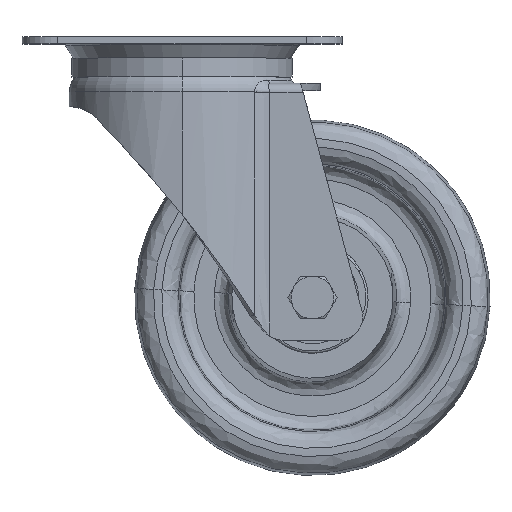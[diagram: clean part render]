
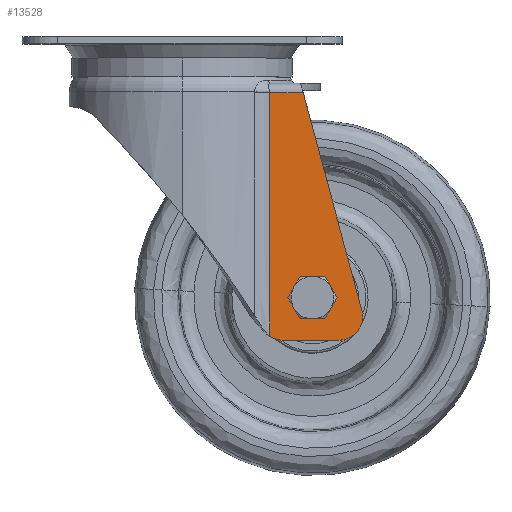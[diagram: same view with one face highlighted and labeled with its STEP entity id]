
A CAD part, top view. The second image highlights one B-rep face of the part: STEP entity #13528.
In plain terms, the highlighted planar face has unit normal (0, 0, 1).
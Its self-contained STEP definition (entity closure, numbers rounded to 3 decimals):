
#609 = CIRCLE ( 'NONE', #10242, 6.05 ) ;
#628 = LINE ( 'NONE', #14838, #2039 ) ;
#630 = CARTESIAN_POINT ( 'NONE',  ( 52.718, -29.438, 34. ) ) ;
#823 = CIRCLE ( 'NONE', #23848, 6.05 ) ;
#1389 = VERTEX_POINT ( 'NONE', #18754 ) ;
#2039 = VECTOR ( 'NONE', #20936, 1000. ) ;
#2139 = CARTESIAN_POINT ( 'NONE',  ( 75.855, -115.379, 34. ) ) ;
#3069 = ORIENTED_EDGE ( 'NONE', *, *, #14956, .T. ) ;
#3371 = ORIENTED_EDGE ( 'NONE', *, *, #5049, .F. ) ;
#3786 = VERTEX_POINT ( 'NONE', #21392 ) ;
#3901 = AXIS2_PLACEMENT_3D ( 'NONE', #5116, #10777, #10908 ) ;
#4230 = ORIENTED_EDGE ( 'NONE', *, *, #23545, .F. ) ;
#4370 = CARTESIAN_POINT ( 'NONE',  ( 51.105, -23.6, 34. ) ) ;
#4602 = CARTESIAN_POINT ( 'NONE',  ( 51.105, -23.6, 34. ) ) ;
#5049 = EDGE_CURVE ( 'NONE', #3786, #9039, #18981, .T. ) ;
#5053 = CARTESIAN_POINT ( 'NONE',  ( 37.016, -57.804, 34. ) ) ;
#5116 = CARTESIAN_POINT ( 'NONE',  ( 0., -169.6, 34. ) ) ;
#5193 = DIRECTION ( 'NONE',  ( 0., 0., 1. ) ) ;
#5194 = CARTESIAN_POINT ( 'NONE',  ( 52.671, -29.45, 34. ) ) ;
#5356 = EDGE_LOOP ( 'NONE', ( #9324, #19831 ) ) ;
#5556 = VERTEX_POINT ( 'NONE', #23209 ) ;
#5838 = DIRECTION ( 'NONE',  ( 1., 0., 0. ) ) ;
#6232 = AXIS2_PLACEMENT_3D ( 'NONE', #11284, #9783, #9901 ) ;
#6997 = FACE_BOUND ( 'NONE', #5356, .T. ) ;
#7042 = CARTESIAN_POINT ( 'NONE',  ( 66.2, -117.984, 34. ) ) ;
#7296 = VERTEX_POINT ( 'NONE', #13974 ) ;
#7351 = EDGE_CURVE ( 'NONE', #9181, #15750, #10419, .T. ) ;
#8437 = CARTESIAN_POINT ( 'NONE',  ( 37.016, -92.008, 34. ) ) ;
#8510 = VECTOR ( 'NONE', #12673, 1000. ) ;
#8877 = CARTESIAN_POINT ( 'NONE',  ( 52.671, -29.45, 34. ) ) ;
#8994 = CARTESIAN_POINT ( 'NONE',  ( 55., -110., 34. ) ) ;
#9010 = DIRECTION ( 'NONE',  ( 0.26, -0.965, 0. ) ) ;
#9011 = B_SPLINE_CURVE_WITH_KNOTS ( 'NONE', 3,
 ( #16306, #5053, #8437, #14520 ),
 .UNSPECIFIED., .F., .F.,
 ( 4, 4 ),
 ( 0., 1. ),
 .UNSPECIFIED. ) ;
#9038 = FACE_OUTER_BOUND ( 'NONE', #15197, .T. ) ;
#9039 = VERTEX_POINT ( 'NONE', #2139 ) ;
#9046 = ORIENTED_EDGE ( 'NONE', *, *, #18933, .T. ) ;
#9181 = VERTEX_POINT ( 'NONE', #10662 ) ;
#9209 = AXIS2_PLACEMENT_3D ( 'NONE', #7042, #16422, #16541 ) ;
#9324 = ORIENTED_EDGE ( 'NONE', *, *, #24381, .F. ) ;
#9353 = EDGE_CURVE ( 'NONE', #7296, #1389, #823, .T. ) ;
#9372 = VERTEX_POINT ( 'NONE', #13545 ) ;
#9783 = DIRECTION ( 'NONE',  ( 0., 0., -1. ) ) ;
#9901 = DIRECTION ( 'NONE',  ( 0., -1., 0. ) ) ;
#10242 = AXIS2_PLACEMENT_3D ( 'NONE', #8994, #5193, #22182 ) ;
#10419 = LINE ( 'NONE', #4370, #12158 ) ;
#10662 = CARTESIAN_POINT ( 'NONE',  ( 51.105, -23.6, 34. ) ) ;
#10777 = DIRECTION ( 'NONE',  ( 0., 0., 1. ) ) ;
#10908 = DIRECTION ( 'NONE',  ( 1., 0., 0. ) ) ;
#11265 = CARTESIAN_POINT ( 'NONE',  ( 42.7, -127.984, 34. ) ) ;
#11284 = CARTESIAN_POINT ( 'NONE',  ( 42.7, -117.984, 34. ) ) ;
#11664 = EDGE_CURVE ( 'NONE', #9039, #22776, #15676, .T. ) ;
#12158 = VECTOR ( 'NONE', #18142, 1000. ) ;
#12424 = VERTEX_POINT ( 'NONE', #11265 ) ;
#12563 = DIRECTION ( 'NONE',  ( -1., 0., 0. ) ) ;
#12673 = DIRECTION ( 'NONE',  ( 0.965, 0.26, 0. ) ) ;
#12686 = ORIENTED_EDGE ( 'NONE', *, *, #21838, .T. ) ;
#12705 = CIRCLE ( 'NONE', #6232, 10. ) ;
#12971 = PLANE ( 'NONE',  #3901 ) ;
#13132 = VECTOR ( 'NONE', #12563, 1000. ) ;
#13528 = ADVANCED_FACE ( 'NONE', ( #6997, #9038 ), #12971, .T. ) ;
#13545 = CARTESIAN_POINT ( 'NONE',  ( 37.017, -126.212, 34. ) ) ;
#13974 = CARTESIAN_POINT ( 'NONE',  ( 61.05, -110., 34. ) ) ;
#14520 = CARTESIAN_POINT ( 'NONE',  ( 37.017, -126.212, 34. ) ) ;
#14838 = CARTESIAN_POINT ( 'NONE',  ( 42.7, -127.984, 34. ) ) ;
#14956 = EDGE_CURVE ( 'NONE', #9181, #5556, #21356, .T. ) ;
#15197 = EDGE_LOOP ( 'NONE', ( #21663, #3069, #9046, #4230, #19533, #15202, #3371, #12686 ) ) ;
#15202 = ORIENTED_EDGE ( 'NONE', *, *, #11664, .F. ) ;
#15443 = CARTESIAN_POINT ( 'NONE',  ( 55., -110., 34. ) ) ;
#15673 = CARTESIAN_POINT ( 'NONE',  ( 66.2, -127.984, 34. ) ) ;
#15676 = CIRCLE ( 'NONE', #9209, 10. ) ;
#15750 = VERTEX_POINT ( 'NONE', #630 ) ;
#16306 = CARTESIAN_POINT ( 'NONE',  ( 37.015, -23.6, 34. ) ) ;
#16422 = DIRECTION ( 'NONE',  ( 0., 0., -1. ) ) ;
#16541 = DIRECTION ( 'NONE',  ( 0.965, 0.26, 0. ) ) ;
#18142 = DIRECTION ( 'NONE',  ( 0.266, -0.964, 0. ) ) ;
#18605 = LINE ( 'NONE', #5194, #8510 ) ;
#18754 = CARTESIAN_POINT ( 'NONE',  ( 48.95, -110., 34. ) ) ;
#18933 = EDGE_CURVE ( 'NONE', #5556, #9372, #9011, .T. ) ;
#18981 = LINE ( 'NONE', #8877, #25067 ) ;
#19533 = ORIENTED_EDGE ( 'NONE', *, *, #21595, .T. ) ;
#19831 = ORIENTED_EDGE ( 'NONE', *, *, #9353, .F. ) ;
#20936 = DIRECTION ( 'NONE',  ( 1., 0., 0. ) ) ;
#21356 = LINE ( 'NONE', #4602, #13132 ) ;
#21392 = CARTESIAN_POINT ( 'NONE',  ( 52.671, -29.45, 34. ) ) ;
#21595 = EDGE_CURVE ( 'NONE', #12424, #22776, #628, .T. ) ;
#21663 = ORIENTED_EDGE ( 'NONE', *, *, #7351, .F. ) ;
#21838 = EDGE_CURVE ( 'NONE', #3786, #15750, #18605, .T. ) ;
#22182 = DIRECTION ( 'NONE',  ( -1., 0., 0. ) ) ;
#22776 = VERTEX_POINT ( 'NONE', #15673 ) ;
#23195 = DIRECTION ( 'NONE',  ( 0., 0., 1. ) ) ;
#23209 = CARTESIAN_POINT ( 'NONE',  ( 37.015, -23.6, 34. ) ) ;
#23545 = EDGE_CURVE ( 'NONE', #12424, #9372, #12705, .T. ) ;
#23848 = AXIS2_PLACEMENT_3D ( 'NONE', #15443, #23195, #5838 ) ;
#24381 = EDGE_CURVE ( 'NONE', #1389, #7296, #609, .T. ) ;
#25067 = VECTOR ( 'NONE', #9010, 1000. ) ;
